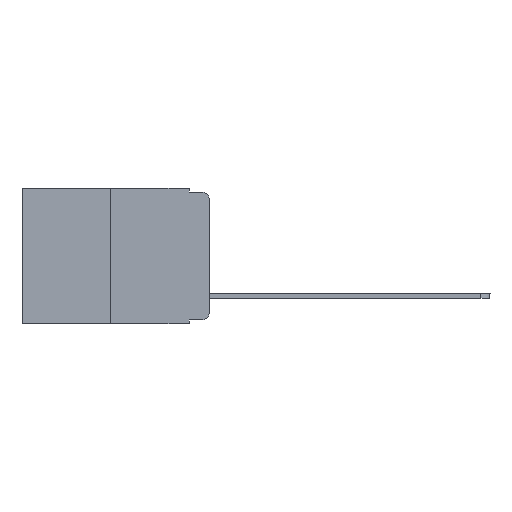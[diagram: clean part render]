
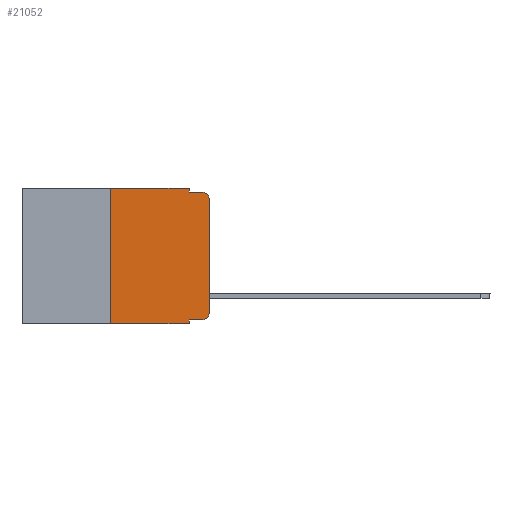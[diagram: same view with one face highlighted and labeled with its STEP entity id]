
A CAD part, left-side view. The second image highlights one B-rep face of the part: STEP entity #21052.
In plain terms, the highlighted planar face has unit normal (-1, 0, 0).
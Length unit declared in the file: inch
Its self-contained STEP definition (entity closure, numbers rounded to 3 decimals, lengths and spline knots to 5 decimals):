
#223 = CARTESIAN_POINT ( 'NONE',  ( 0., 0.051, 0. ) ) ;
#254 = LINE ( 'NONE', #16401, #6875 ) ;
#425 = CIRCLE ( 'NONE', #12239, 0.02 ) ;
#697 = VERTEX_POINT ( 'NONE', #13468 ) ;
#844 = CARTESIAN_POINT ( 'NONE',  ( 0., 0.473, 0. ) ) ;
#1140 = CARTESIAN_POINT ( 'NONE',  ( 0., 0.051, 0. ) ) ;
#1257 = CARTESIAN_POINT ( 'NONE',  ( 0., 0., -0.313 ) ) ;
#1346 = EDGE_CURVE ( 'NONE', #3313, #17144, #17225, .T. ) ;
#1403 = DIRECTION ( 'NONE',  ( 0., 0., 1. ) ) ;
#1457 = ORIENTED_EDGE ( 'NONE', *, *, #20901, .T. ) ;
#2177 = CARTESIAN_POINT ( 'NONE',  ( 0., 0., -0.03 ) ) ;
#2465 = CARTESIAN_POINT ( 'NONE',  ( 0., 0.02, -0.333 ) ) ;
#2608 = DIRECTION ( 'NONE',  ( -1., 0., 0. ) ) ;
#3073 = EDGE_CURVE ( 'NONE', #11765, #5730, #10708, .T. ) ;
#3313 = VERTEX_POINT ( 'NONE', #8441 ) ;
#3366 = CARTESIAN_POINT ( 'NONE',  ( 0., 0., 0. ) ) ;
#3799 = LINE ( 'NONE', #223, #23541 ) ;
#4271 = ORIENTED_EDGE ( 'NONE', *, *, #20055, .T. ) ;
#4529 = DIRECTION ( 'NONE',  ( -1., 0., 0. ) ) ;
#4911 = VECTOR ( 'NONE', #23615, 39.37008 ) ;
#4984 = CARTESIAN_POINT ( 'NONE',  ( 0., 0.02, -0.03 ) ) ;
#5730 = VERTEX_POINT ( 'NONE', #25521 ) ;
#5959 = AXIS2_PLACEMENT_3D ( 'NONE', #13762, #12017, #19570 ) ;
#5999 = ORIENTED_EDGE ( 'NONE', *, *, #9716, .F. ) ;
#6331 = VERTEX_POINT ( 'NONE', #2177 ) ;
#6375 = CARTESIAN_POINT ( 'NONE',  ( 0., 0.02, -0.01 ) ) ;
#6512 = CARTESIAN_POINT ( 'NONE',  ( 0., 0.02, -0.313 ) ) ;
#6875 = VECTOR ( 'NONE', #20222, 39.37008 ) ;
#7231 = CIRCLE ( 'NONE', #9780, 0.02 ) ;
#8441 = CARTESIAN_POINT ( 'NONE',  ( 0., 0.051, -0.01 ) ) ;
#8455 = ORIENTED_EDGE ( 'NONE', *, *, #18480, .T. ) ;
#8835 = EDGE_CURVE ( 'NONE', #697, #15684, #16734, .T. ) ;
#9716 = EDGE_CURVE ( 'NONE', #11765, #697, #254, .T. ) ;
#9780 = AXIS2_PLACEMENT_3D ( 'NONE', #6512, #4529, #24912 ) ;
#9911 = ORIENTED_EDGE ( 'NONE', *, *, #3073, .T. ) ;
#10708 = LINE ( 'NONE', #22869, #22052 ) ;
#10739 = CARTESIAN_POINT ( 'NONE',  ( 0., 0.051, -0.01 ) ) ;
#11014 = LINE ( 'NONE', #19085, #13048 ) ;
#11505 = FACE_OUTER_BOUND ( 'NONE', #16018, .T. ) ;
#11557 = ORIENTED_EDGE ( 'NONE', *, *, #1346, .F. ) ;
#11570 = CARTESIAN_POINT ( 'NONE',  ( 0., 0.051, -0.333 ) ) ;
#11718 = EDGE_CURVE ( 'NONE', #21986, #6331, #25611, .T. ) ;
#11765 = VERTEX_POINT ( 'NONE', #19474 ) ;
#11766 = VECTOR ( 'NONE', #25052, 39.37008 ) ;
#11858 = ORIENTED_EDGE ( 'NONE', *, *, #8835, .F. ) ;
#12016 = VECTOR ( 'NONE', #25287, 39.37008 ) ;
#12017 = DIRECTION ( 'NONE',  ( 1., 0., 0. ) ) ;
#12239 = AXIS2_PLACEMENT_3D ( 'NONE', #4984, #2608, #13063 ) ;
#12395 = ORIENTED_EDGE ( 'NONE', *, *, #11718, .T. ) ;
#12529 = CARTESIAN_POINT ( 'NONE',  ( 0., 0.051, 0. ) ) ;
#13048 = VECTOR ( 'NONE', #22920, 39.37008 ) ;
#13063 = DIRECTION ( 'NONE',  ( 0., 0., -1. ) ) ;
#13169 = LINE ( 'NONE', #1140, #4911 ) ;
#13468 = CARTESIAN_POINT ( 'NONE',  ( 0., 0.25, 0. ) ) ;
#13762 = CARTESIAN_POINT ( 'NONE',  ( 0., 0.473, 0. ) ) ;
#14591 = EDGE_CURVE ( 'NONE', #15684, #3313, #13169, .T. ) ;
#14946 = VECTOR ( 'NONE', #1403, 39.37008 ) ;
#15568 = EDGE_CURVE ( 'NONE', #17045, #5730, #3799, .T. ) ;
#15684 = VERTEX_POINT ( 'NONE', #12529 ) ;
#15754 = VERTEX_POINT ( 'NONE', #2465 ) ;
#16018 = EDGE_LOOP ( 'NONE', ( #12395, #4271, #11557, #19877, #11858, #5999, #9911, #22374, #8455, #1457 ) ) ;
#16401 = CARTESIAN_POINT ( 'NONE',  ( 0., 0.25, 0. ) ) ;
#16734 = LINE ( 'NONE', #844, #11766 ) ;
#17045 = VERTEX_POINT ( 'NONE', #11570 ) ;
#17144 = VERTEX_POINT ( 'NONE', #6375 ) ;
#17225 = LINE ( 'NONE', #10739, #12016 ) ;
#18480 = EDGE_CURVE ( 'NONE', #17045, #15754, #11014, .T. ) ;
#18789 = DIRECTION ( 'NONE',  ( 0., -1., 0. ) ) ;
#19085 = CARTESIAN_POINT ( 'NONE',  ( 0., 0.051, -0.333 ) ) ;
#19474 = CARTESIAN_POINT ( 'NONE',  ( 0., 0.25, -0.343 ) ) ;
#19570 = DIRECTION ( 'NONE',  ( 0., 0., -1. ) ) ;
#19877 = ORIENTED_EDGE ( 'NONE', *, *, #14591, .F. ) ;
#20055 = EDGE_CURVE ( 'NONE', #6331, #17144, #425, .T. ) ;
#20222 = DIRECTION ( 'NONE',  ( 0., 0., 1. ) ) ;
#20901 = EDGE_CURVE ( 'NONE', #15754, #21986, #7231, .T. ) ;
#21052 = ADVANCED_FACE ( 'NONE', ( #11505 ), #23670, .F. ) ;
#21986 = VERTEX_POINT ( 'NONE', #1257 ) ;
#22052 = VECTOR ( 'NONE', #18789, 39.37008 ) ;
#22165 = DIRECTION ( 'NONE',  ( 0., 0., -1. ) ) ;
#22374 = ORIENTED_EDGE ( 'NONE', *, *, #15568, .F. ) ;
#22869 = CARTESIAN_POINT ( 'NONE',  ( 0., 0.473, -0.343 ) ) ;
#22920 = DIRECTION ( 'NONE',  ( 0., -1., 0. ) ) ;
#23541 = VECTOR ( 'NONE', #22165, 39.37008 ) ;
#23615 = DIRECTION ( 'NONE',  ( 0., 0., -1. ) ) ;
#23670 = PLANE ( 'NONE',  #5959 ) ;
#24912 = DIRECTION ( 'NONE',  ( 0., 0., -1. ) ) ;
#25052 = DIRECTION ( 'NONE',  ( 0., -1., 0. ) ) ;
#25287 = DIRECTION ( 'NONE',  ( 0., -1., 0. ) ) ;
#25521 = CARTESIAN_POINT ( 'NONE',  ( 0., 0.051, -0.343 ) ) ;
#25611 = LINE ( 'NONE', #3366, #14946 ) ;
